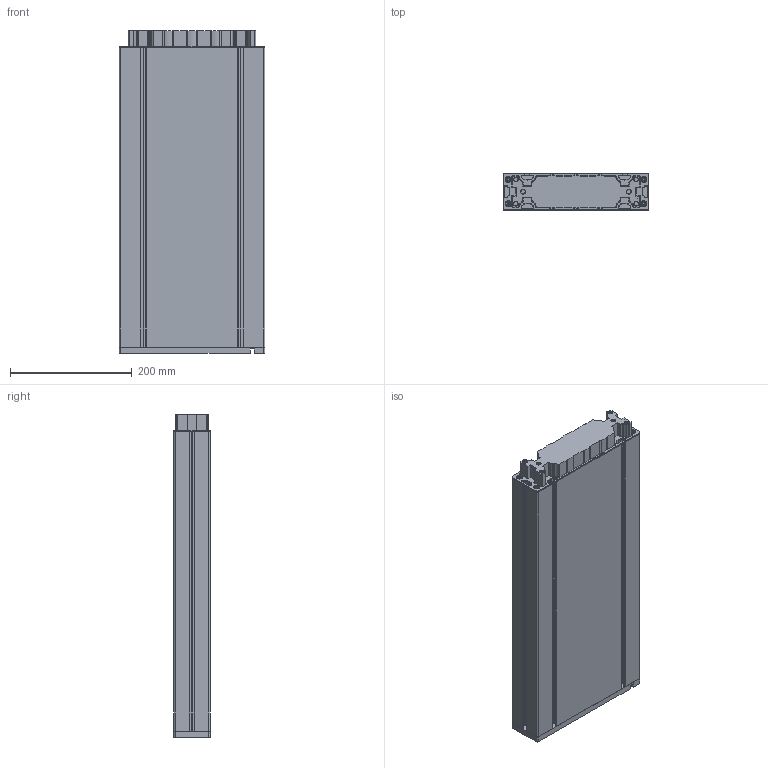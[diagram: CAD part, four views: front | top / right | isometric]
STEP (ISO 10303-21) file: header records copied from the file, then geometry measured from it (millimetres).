
FILE_DESCRIPTION (( 'STEP AP214' ), '1' );
FILE_NAME ('Hexalift_EB530_Hub350_ohne_Montagelaschen.STEP', '2019-01-28T09:30:50', ( '' ), ( '' ), 'SwSTEP 2.0', 'SolidWorks 2018', '' );
FILE_SCHEMA (( 'AUTOMOTIVE_DESIGN' ));
Length unit declared in the file: millimetre
Products named in the file (7): Zylinderschraube mit Innensechskant DIN7984 - M8x30 -8.8verz._DIN 7984 - M8 x 30 --- 26.25N - 8.8 verz.; Hexalift_EB530_Hub350_ohne_Montagelaschen; EZ01790_dummy; EZ00140_dummy_470mm_Hub350; WN177 Senkschraube TaptiteII M8x16 - 41506 02; EZ00199; EZ00647_dummy_493mm_Hub350
Assembly tree (12 placements, depth 2):
  Hexalift_EB530_Hub350_ohne_Montagelaschen
    EZ01790_dummy
    EZ00647_dummy_493mm_Hub350
    EZ00140_dummy_470mm_Hub350
    EZ00199
    WN177 Senkschraube TaptiteII M8x16 - 41506 02  x4
    Zylinderschraube mit Innensechskant DIN7984 - M8x30 -8.8verz._DIN 7984 - M8 x 30 --- 26.25N - 8.8 verz.  x4
Bounding box: 240 x 60.4 x 530 mm (x, y, z)
Surface area: 947665.3 mm2
Topology: 12 solids, 12 shells, 914 faces, 2546 edges, 1664 vertices
Faces by surface type: cylinder 538, plane 319, cone 40, torus 17
Entity records: 26409 total; most frequent: DIRECTION 4833, CARTESIAN_POINT 4555, ORIENTED_EDGE 4488, EDGE_CURVE 2244, AXIS2_PLACEMENT_3D 1799, VERTEX_POINT 1487, VECTOR 1235, LINE 1235
